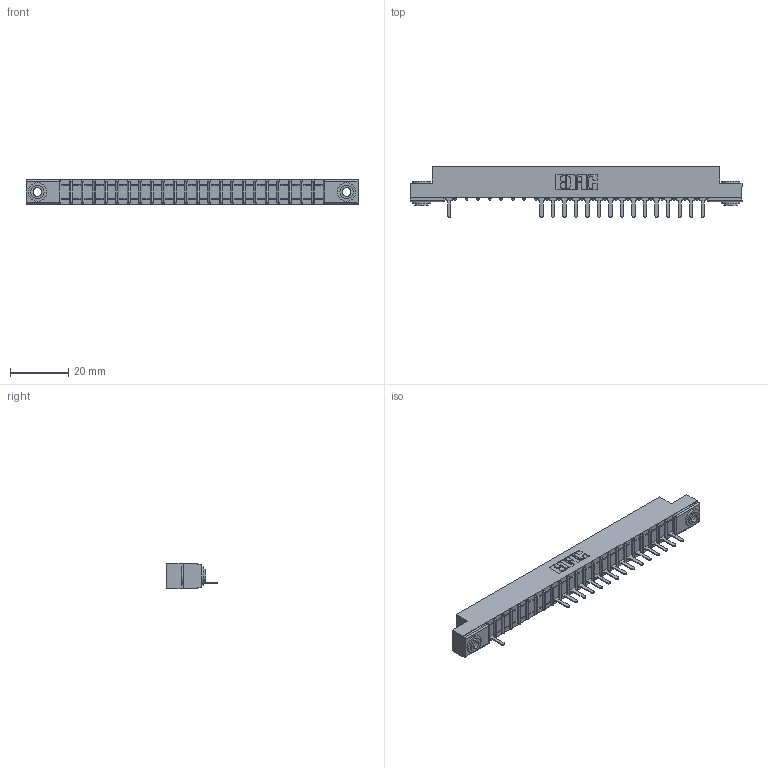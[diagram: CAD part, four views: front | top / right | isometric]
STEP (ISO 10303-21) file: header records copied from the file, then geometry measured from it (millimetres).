
FILE_DESCRIPTION (( 'STEP AP203' ), '1' );
FILE_NAME ('307-023-525-103.STEP', '2018-08-04T04:47:21', ( '' ), ( '' ), 'SwSTEP 2.0', 'SolidWorks 2016', '' );
FILE_SCHEMA (( 'CONFIG_CONTROL_DESIGN' ));
Length unit declared in the file: inch
Products named in the file (4): 307 Part_.156 Dia Mounting Holes; 307-290-001_525; 345-250-002_345-250-002-102; 307-023-525-103
Assembly tree (19 placements, depth 2):
  307-023-525-103
    307 Part_.156 Dia Mounting Holes
    307-290-001_525  x16
    345-250-002_345-250-002-102  x2
Bounding box: 114.15 x 17.42 x 8.71 mm (x, y, z)
Volume: 7091.7 mm3; surface area: 10580 mm2
Topology: 19 solids, 19 shells, 1230 faces, 3475 edges, 2226 vertices
Faces by surface type: plane 770, cylinder 404, sphere 48, cone 8
Entity records: 22869 total; most frequent: CARTESIAN_POINT 3854, ORIENTED_EDGE 3838, DIRECTION 3767, EDGE_CURVE 1919, LINE 1457, VECTOR 1457, VERTEX_POINT 1242, AXIS2_PLACEMENT_3D 1155
